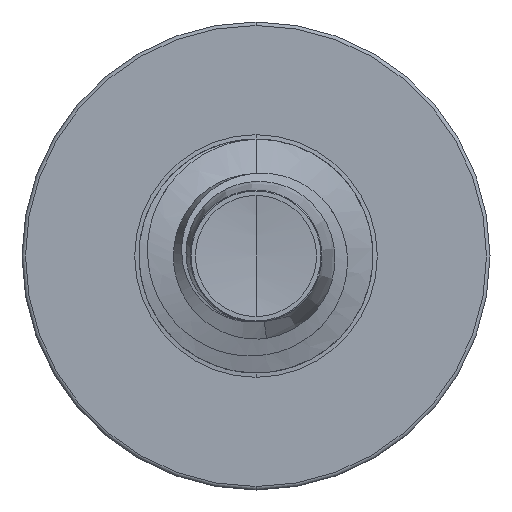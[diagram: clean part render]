
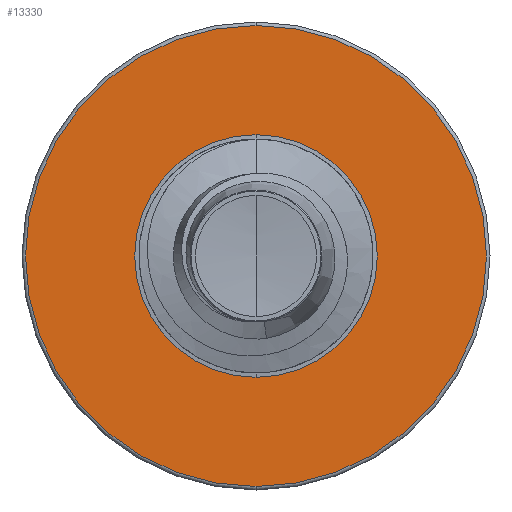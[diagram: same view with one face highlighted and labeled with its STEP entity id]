
A CAD part, front view. The second image highlights one B-rep face of the part: STEP entity #13330.
In plain terms, the highlighted planar face has unit normal (0, -1, 0).
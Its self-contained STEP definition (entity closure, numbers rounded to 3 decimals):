
#124 = VERTEX_POINT ( 'NONE', #3672 ) ;
#191 = CIRCLE ( 'NONE', #12045, 1.296 ) ;
#404 = EDGE_CURVE ( 'NONE', #9887, #124, #7635, .T. ) ;
#561 = ORIENTED_EDGE ( 'NONE', *, *, #9088, .F. ) ;
#1944 = ORIENTED_EDGE ( 'NONE', *, *, #404, .T. ) ;
#2314 = CARTESIAN_POINT ( 'NONE',  ( 0., 4., 0. ) ) ;
#2376 = DIRECTION ( 'NONE',  ( 0., 0., 1. ) ) ;
#2394 = DIRECTION ( 'NONE',  ( 0., 1., 0. ) ) ;
#2587 = ORIENTED_EDGE ( 'NONE', *, *, #13545, .T. ) ;
#2732 = DIRECTION ( 'NONE',  ( 0., 0., 1. ) ) ;
#2750 = DIRECTION ( 'NONE',  ( 0., 1., 0. ) ) ;
#2791 = CARTESIAN_POINT ( 'NONE',  ( 0., 4., 0. ) ) ;
#3672 = CARTESIAN_POINT ( 'NONE',  ( 0., 4., -1.296 ) ) ;
#3843 = AXIS2_PLACEMENT_3D ( 'NONE', #2314, #2394, #2376 ) ;
#4698 = DIRECTION ( 'NONE',  ( 0., 0., 1. ) ) ;
#4721 = DIRECTION ( 'NONE',  ( 0., 1., 0. ) ) ;
#4748 = CARTESIAN_POINT ( 'NONE',  ( 0., 4., 0. ) ) ;
#5764 = DIRECTION ( 'NONE',  ( 0., 0., 1. ) ) ;
#5780 = CARTESIAN_POINT ( 'NONE',  ( 0., 4., 2.463 ) ) ;
#5789 = DIRECTION ( 'NONE',  ( 0., 1., 0. ) ) ;
#5791 = CARTESIAN_POINT ( 'NONE',  ( 0., 4., 0. ) ) ;
#5910 = AXIS2_PLACEMENT_3D ( 'NONE', #5791, #5789, #5764 ) ;
#6315 = EDGE_LOOP ( 'NONE', ( #1944, #2587 ) ) ;
#6701 = FACE_OUTER_BOUND ( 'NONE', #10458, .T. ) ;
#6962 = CIRCLE ( 'NONE', #3843, 2.462 ) ;
#7635 = CIRCLE ( 'NONE', #10562, 1.296 ) ;
#8293 = ORIENTED_EDGE ( 'NONE', *, *, #13499, .F. ) ;
#8627 = DIRECTION ( 'NONE',  ( 0., 0., 1. ) ) ;
#8646 = DIRECTION ( 'NONE',  ( 0., 1., 0. ) ) ;
#8741 = CARTESIAN_POINT ( 'NONE',  ( 0., 4., -1.296 ) ) ;
#8925 = PLANE ( 'NONE',  #12248 ) ;
#9088 = EDGE_CURVE ( 'NONE', #9408, #10119, #6962, .T. ) ;
#9397 = CARTESIAN_POINT ( 'NONE',  ( 0., 4., -2.462 ) ) ;
#9408 = VERTEX_POINT ( 'NONE', #5780 ) ;
#9887 = VERTEX_POINT ( 'NONE', #10433 ) ;
#10119 = VERTEX_POINT ( 'NONE', #9397 ) ;
#10433 = CARTESIAN_POINT ( 'NONE',  ( 0., 4., 1.296 ) ) ;
#10458 = EDGE_LOOP ( 'NONE', ( #561, #8293 ) ) ;
#10562 = AXIS2_PLACEMENT_3D ( 'NONE', #2791, #2750, #2732 ) ;
#11276 = CIRCLE ( 'NONE', #5910, 2.462 ) ;
#11959 = FACE_BOUND ( 'NONE', #6315, .T. ) ;
#12045 = AXIS2_PLACEMENT_3D ( 'NONE', #4748, #4721, #4698 ) ;
#12248 = AXIS2_PLACEMENT_3D ( 'NONE', #8741, #8646, #8627 ) ;
#13330 = ADVANCED_FACE ( 'NONE', ( #6701, #11959 ), #8925, .F. ) ;
#13499 = EDGE_CURVE ( 'NONE', #10119, #9408, #11276, .T. ) ;
#13545 = EDGE_CURVE ( 'NONE', #124, #9887, #191, .T. ) ;
